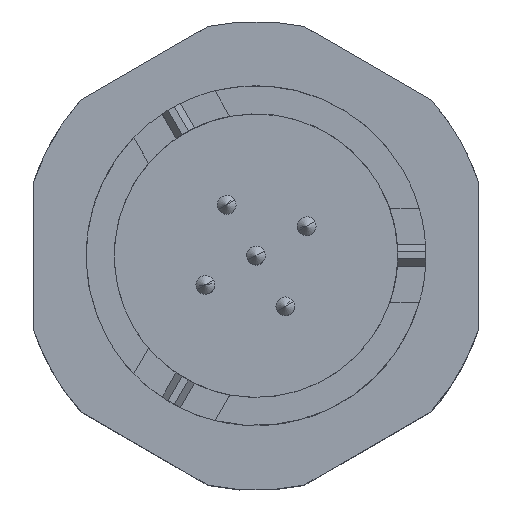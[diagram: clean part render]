
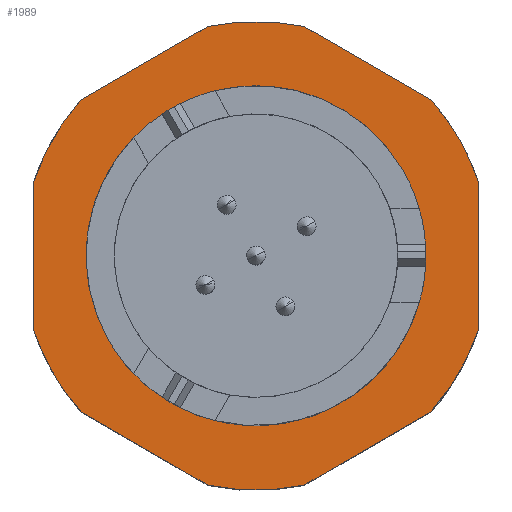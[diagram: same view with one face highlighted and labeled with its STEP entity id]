
A CAD part, top view. The second image highlights one B-rep face of the part: STEP entity #1989.
In plain terms, the highlighted planar face has unit normal (0, 0, 1).
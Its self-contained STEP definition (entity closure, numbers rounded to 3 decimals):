
#1783=AXIS2_PLACEMENT_3D('Circle Axis2P3D',#1781,#1782,$) ;
#1821=AXIS2_PLACEMENT_3D('Circle Axis2P3D',#1819,#1820,$) ;
#1845=AXIS2_PLACEMENT_3D('Plane Axis2P3D',#1842,#1843,#1844) ;
#1771=CARTESIAN_POINT('Vertex',(15.781,13.625,20.5)) ;
#1778=CARTESIAN_POINT('Vertex',(3.223,6.375,20.5)) ;
#1781=CARTESIAN_POINT('Axis2P3D Location',(9.502,10.,20.5)) ;
#1819=CARTESIAN_POINT('Axis2P3D Location',(9.502,10.,20.5)) ;
#1842=CARTESIAN_POINT('Axis2P3D Location',(2.552,5.987,20.5)) ;
#1847=CARTESIAN_POINT('Line Origine',(4.752,1.773,20.5)) ;
#1851=CARTESIAN_POINT('Vertex',(2.048,3.334,20.5)) ;
#1853=CARTESIAN_POINT('Vertex',(7.456,0.211,20.5)) ;
#1857=CARTESIAN_POINT('Control Point',(11.548,0.211,20.5)) ;
#1858=CARTESIAN_POINT('Control Point',(10.741,0.043,20.5)) ;
#1859=CARTESIAN_POINT('Control Point',(9.917,-0.043,20.5)) ;
#1860=CARTESIAN_POINT('Control Point',(9.087,-0.043,20.5)) ;
#1861=CARTESIAN_POINT('Control Point',(8.263,0.043,20.5)) ;
#1862=CARTESIAN_POINT('Control Point',(7.456,0.211,20.5)) ;
#1863=CARTESIAN_POINT('Vertex',(11.548,0.211,20.5)) ;
#1866=CARTESIAN_POINT('Line Origine',(14.252,1.773,20.5)) ;
#1870=CARTESIAN_POINT('Vertex',(16.956,3.334,20.5)) ;
#1874=CARTESIAN_POINT('Control Point',(19.002,6.877,20.5)) ;
#1875=CARTESIAN_POINT('Control Point',(18.745,6.095,20.5)) ;
#1876=CARTESIAN_POINT('Control Point',(18.407,5.338,20.5)) ;
#1877=CARTESIAN_POINT('Control Point',(17.992,4.619,20.5)) ;
#1878=CARTESIAN_POINT('Control Point',(17.506,3.948,20.5)) ;
#1879=CARTESIAN_POINT('Control Point',(16.956,3.334,20.5)) ;
#1880=CARTESIAN_POINT('Vertex',(19.002,6.877,20.5)) ;
#1883=CARTESIAN_POINT('Line Origine',(19.002,10.,20.5)) ;
#1887=CARTESIAN_POINT('Vertex',(19.002,13.122,20.5)) ;
#1891=CARTESIAN_POINT('Control Point',(18.162,15.,20.5)) ;
#1892=CARTESIAN_POINT('Control Point',(18.368,14.643,20.5)) ;
#1893=CARTESIAN_POINT('Control Point',(18.556,14.276,20.5)) ;
#1894=CARTESIAN_POINT('Control Point',(18.725,13.899,20.5)) ;
#1895=CARTESIAN_POINT('Control Point',(18.873,13.514,20.5)) ;
#1896=CARTESIAN_POINT('Control Point',(19.002,13.122,20.5)) ;
#1897=CARTESIAN_POINT('Vertex',(18.162,15.,20.5)) ;
#1901=CARTESIAN_POINT('Control Point',(16.956,16.666,20.5)) ;
#1902=CARTESIAN_POINT('Control Point',(17.231,16.359,20.5)) ;
#1903=CARTESIAN_POINT('Control Point',(17.49,16.037,20.5)) ;
#1904=CARTESIAN_POINT('Control Point',(17.732,15.703,20.5)) ;
#1905=CARTESIAN_POINT('Control Point',(17.956,15.357,20.5)) ;
#1906=CARTESIAN_POINT('Control Point',(18.162,15.,20.5)) ;
#1907=CARTESIAN_POINT('Vertex',(16.956,16.666,20.5)) ;
#1910=CARTESIAN_POINT('Line Origine',(14.252,18.227,20.5)) ;
#1914=CARTESIAN_POINT('Vertex',(11.548,19.788,20.5)) ;
#1918=CARTESIAN_POINT('Control Point',(7.456,19.788,20.5)) ;
#1919=CARTESIAN_POINT('Control Point',(8.263,19.957,20.5)) ;
#1920=CARTESIAN_POINT('Control Point',(9.087,20.043,20.5)) ;
#1921=CARTESIAN_POINT('Control Point',(9.917,20.043,20.5)) ;
#1922=CARTESIAN_POINT('Control Point',(10.741,19.957,20.5)) ;
#1923=CARTESIAN_POINT('Control Point',(11.548,19.788,20.5)) ;
#1924=CARTESIAN_POINT('Vertex',(7.456,19.788,20.5)) ;
#1927=CARTESIAN_POINT('Line Origine',(4.752,18.227,20.5)) ;
#1931=CARTESIAN_POINT('Vertex',(2.048,16.666,20.5)) ;
#1935=CARTESIAN_POINT('Control Point',(0.002,13.122,20.5)) ;
#1936=CARTESIAN_POINT('Control Point',(0.259,13.905,20.5)) ;
#1937=CARTESIAN_POINT('Control Point',(0.597,14.662,20.5)) ;
#1938=CARTESIAN_POINT('Control Point',(1.012,15.381,20.5)) ;
#1939=CARTESIAN_POINT('Control Point',(1.498,16.052,20.5)) ;
#1940=CARTESIAN_POINT('Control Point',(2.048,16.666,20.5)) ;
#1941=CARTESIAN_POINT('Vertex',(0.002,13.122,20.5)) ;
#1944=CARTESIAN_POINT('Line Origine',(0.002,10.,20.5)) ;
#1948=CARTESIAN_POINT('Vertex',(0.002,6.877,20.5)) ;
#1952=CARTESIAN_POINT('Control Point',(0.842,5.,20.5)) ;
#1953=CARTESIAN_POINT('Control Point',(0.636,5.357,20.5)) ;
#1954=CARTESIAN_POINT('Control Point',(0.448,5.724,20.5)) ;
#1955=CARTESIAN_POINT('Control Point',(0.28,6.101,20.5)) ;
#1956=CARTESIAN_POINT('Control Point',(0.131,6.486,20.5)) ;
#1957=CARTESIAN_POINT('Control Point',(0.002,6.877,20.5)) ;
#1958=CARTESIAN_POINT('Vertex',(0.842,5.,20.5)) ;
#1962=CARTESIAN_POINT('Control Point',(2.048,3.334,20.5)) ;
#1963=CARTESIAN_POINT('Control Point',(1.773,3.641,20.5)) ;
#1964=CARTESIAN_POINT('Control Point',(1.514,3.962,20.5)) ;
#1965=CARTESIAN_POINT('Control Point',(1.272,4.297,20.5)) ;
#1966=CARTESIAN_POINT('Control Point',(1.048,4.643,20.5)) ;
#1967=CARTESIAN_POINT('Control Point',(0.842,5.,20.5)) ;
#1782=DIRECTION('Axis2P3D Direction',(0.,0.,-1.)) ;
#1820=DIRECTION('Axis2P3D Direction',(0.,0.,-1.)) ;
#1843=DIRECTION('Axis2P3D Direction',(0.,0.,1.)) ;
#1844=DIRECTION('Axis2P3D XDirection',(-0.5,0.866,0.)) ;
#1848=DIRECTION('Vector Direction',(0.866,-0.5,0.)) ;
#1867=DIRECTION('Vector Direction',(0.866,0.5,0.)) ;
#1884=DIRECTION('Vector Direction',(0.,1.,0.)) ;
#1911=DIRECTION('Vector Direction',(-0.866,0.5,0.)) ;
#1928=DIRECTION('Vector Direction',(-0.866,-0.5,0.)) ;
#1945=DIRECTION('Vector Direction',(0.,-1.,0.)) ;
#1849=VECTOR('Line Direction',#1848,1.) ;
#1868=VECTOR('Line Direction',#1867,1.) ;
#1885=VECTOR('Line Direction',#1884,1.) ;
#1912=VECTOR('Line Direction',#1911,1.) ;
#1929=VECTOR('Line Direction',#1928,1.) ;
#1946=VECTOR('Line Direction',#1945,1.) ;
#1970=ORIENTED_EDGE('',*,*,#1855,.T.) ;
#1971=ORIENTED_EDGE('',*,*,#1865,.F.) ;
#1972=ORIENTED_EDGE('',*,*,#1872,.T.) ;
#1973=ORIENTED_EDGE('',*,*,#1882,.F.) ;
#1974=ORIENTED_EDGE('',*,*,#1889,.T.) ;
#1975=ORIENTED_EDGE('',*,*,#1899,.F.) ;
#1976=ORIENTED_EDGE('',*,*,#1909,.F.) ;
#1977=ORIENTED_EDGE('',*,*,#1916,.T.) ;
#1978=ORIENTED_EDGE('',*,*,#1926,.F.) ;
#1979=ORIENTED_EDGE('',*,*,#1933,.T.) ;
#1980=ORIENTED_EDGE('',*,*,#1943,.F.) ;
#1981=ORIENTED_EDGE('',*,*,#1950,.T.) ;
#1982=ORIENTED_EDGE('',*,*,#1960,.F.) ;
#1983=ORIENTED_EDGE('',*,*,#1968,.F.) ;
#1986=ORIENTED_EDGE('',*,*,#1823,.T.) ;
#1987=ORIENTED_EDGE('',*,*,#1785,.T.) ;
#1988=FACE_BOUND('',#1985,.T.) ;
#1989=ADVANCED_FACE('V1',(#1984,#1988),#1846,.T.) ;
#1856=B_SPLINE_CURVE_WITH_KNOTS('',5,(#1857,#1858,#1859,#1860,#1861,#1862),.UNSPECIFIED.,.F.,.U.,(6,6),(0.,5.828),.UNSPECIFIED.) ;
#1873=B_SPLINE_CURVE_WITH_KNOTS('',5,(#1874,#1875,#1876,#1877,#1878,#1879),.UNSPECIFIED.,.F.,.U.,(6,6),(0.,5.828),.UNSPECIFIED.) ;
#1890=B_SPLINE_CURVE_WITH_KNOTS('',5,(#1891,#1892,#1893,#1894,#1895,#1896),.UNSPECIFIED.,.F.,.U.,(6,6),(2.914,5.828),.UNSPECIFIED.) ;
#1900=B_SPLINE_CURVE_WITH_KNOTS('',5,(#1901,#1902,#1903,#1904,#1905,#1906),.UNSPECIFIED.,.F.,.U.,(6,6),(0.,2.914),.UNSPECIFIED.) ;
#1917=B_SPLINE_CURVE_WITH_KNOTS('',5,(#1918,#1919,#1920,#1921,#1922,#1923),.UNSPECIFIED.,.F.,.U.,(6,6),(0.,5.828),.UNSPECIFIED.) ;
#1934=B_SPLINE_CURVE_WITH_KNOTS('',5,(#1935,#1936,#1937,#1938,#1939,#1940),.UNSPECIFIED.,.F.,.U.,(6,6),(0.,5.828),.UNSPECIFIED.) ;
#1951=B_SPLINE_CURVE_WITH_KNOTS('',5,(#1952,#1953,#1954,#1955,#1956,#1957),.UNSPECIFIED.,.F.,.U.,(6,6),(2.914,5.828),.UNSPECIFIED.) ;
#1961=B_SPLINE_CURVE_WITH_KNOTS('',5,(#1962,#1963,#1964,#1965,#1966,#1967),.UNSPECIFIED.,.F.,.U.,(6,6),(0.,2.914),.UNSPECIFIED.) ;
#1784=CIRCLE('generated circle',#1783,7.25) ;
#1822=CIRCLE('generated circle',#1821,7.25) ;
#1785=EDGE_CURVE('',#1772,#1779,#1784,.T.) ;
#1823=EDGE_CURVE('',#1779,#1772,#1822,.T.) ;
#1855=EDGE_CURVE('',#1852,#1854,#1850,.T.) ;
#1865=EDGE_CURVE('',#1864,#1854,#1856,.T.) ;
#1872=EDGE_CURVE('',#1864,#1871,#1869,.T.) ;
#1882=EDGE_CURVE('',#1881,#1871,#1873,.T.) ;
#1889=EDGE_CURVE('',#1881,#1888,#1886,.T.) ;
#1899=EDGE_CURVE('',#1898,#1888,#1890,.T.) ;
#1909=EDGE_CURVE('',#1908,#1898,#1900,.T.) ;
#1916=EDGE_CURVE('',#1908,#1915,#1913,.T.) ;
#1926=EDGE_CURVE('',#1925,#1915,#1917,.T.) ;
#1933=EDGE_CURVE('',#1925,#1932,#1930,.T.) ;
#1943=EDGE_CURVE('',#1942,#1932,#1934,.T.) ;
#1950=EDGE_CURVE('',#1942,#1949,#1947,.T.) ;
#1960=EDGE_CURVE('',#1959,#1949,#1951,.T.) ;
#1968=EDGE_CURVE('',#1852,#1959,#1961,.T.) ;
#1969=EDGE_LOOP('',(#1970,#1971,#1972,#1973,#1974,#1975,#1976,#1977,#1978,#1979,#1980,#1981,#1982,#1983)) ;
#1985=EDGE_LOOP('',(#1986,#1987)) ;
#1984=FACE_OUTER_BOUND('',#1969,.T.) ;
#1850=LINE('Line',#1847,#1849) ;
#1869=LINE('Line',#1866,#1868) ;
#1886=LINE('Line',#1883,#1885) ;
#1913=LINE('Line',#1910,#1912) ;
#1930=LINE('Line',#1927,#1929) ;
#1947=LINE('Line',#1944,#1946) ;
#1846=PLANE('',#1845) ;
#1772=VERTEX_POINT('',#1771) ;
#1779=VERTEX_POINT('',#1778) ;
#1852=VERTEX_POINT('',#1851) ;
#1854=VERTEX_POINT('',#1853) ;
#1864=VERTEX_POINT('',#1863) ;
#1871=VERTEX_POINT('',#1870) ;
#1881=VERTEX_POINT('',#1880) ;
#1888=VERTEX_POINT('',#1887) ;
#1898=VERTEX_POINT('',#1897) ;
#1908=VERTEX_POINT('',#1907) ;
#1915=VERTEX_POINT('',#1914) ;
#1925=VERTEX_POINT('',#1924) ;
#1932=VERTEX_POINT('',#1931) ;
#1942=VERTEX_POINT('',#1941) ;
#1949=VERTEX_POINT('',#1948) ;
#1959=VERTEX_POINT('',#1958) ;
